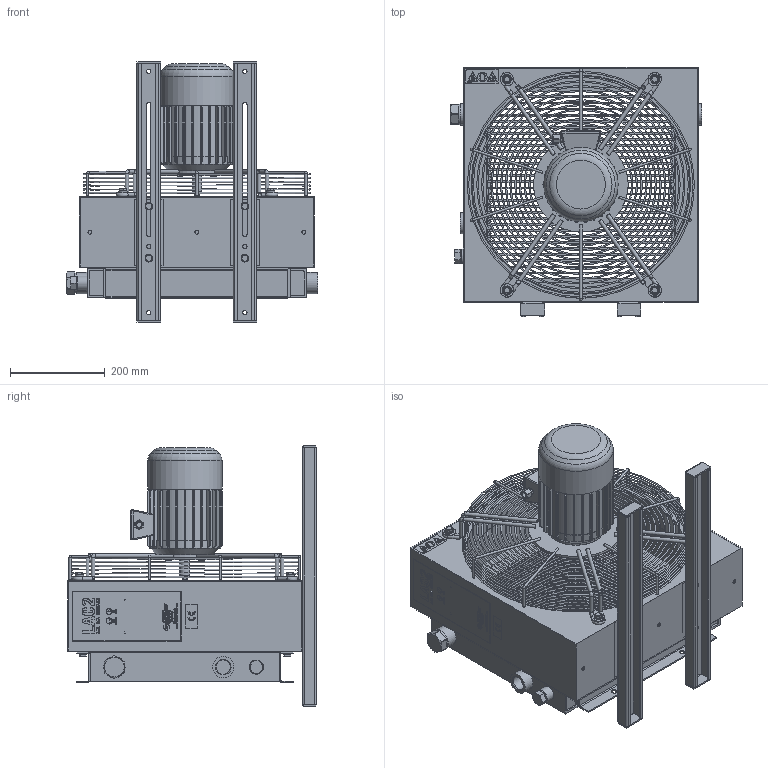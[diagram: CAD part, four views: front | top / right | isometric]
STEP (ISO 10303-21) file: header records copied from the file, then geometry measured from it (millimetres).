
FILE_DESCRIPTION((''),'2;1');
FILE_NAME('5836016002.stp','2008-12-01T11:28:35',('sfrny'),(''),'Autodesk Inventor 2008','Autodesk Inventor 2008','');
FILE_SCHEMA(('AUTOMOTIVE_DESIGN { 1 0 10303 214 1 1 1 1 }'));
Length unit declared in the file: millimetre
Products named in the file (1): Part1
Bounding box: 530.5 x 526 x 550 mm (x, y, z)
Volume: 5150533.3 mm3; surface area: 3922150.9 mm2
Topology: 43 solids, 47 shells, 4344 faces, 11190 edges, 6980 vertices
Faces by surface type: plane 2470, bspline 844, cylinder 694, sphere 165, cone 135, torus 36
Full cylindrical faces by diameter (mm): 0.6 x3, 0.938 x1, 1.4 x1, 1.6 x1, 2 x1, 4.2 x1, 5 x12, 5.2 x1, 6 x9, 6.4 x4, 6.5 x4, 7 x5, 8 x28, 8.4 x8, 8.88 x5, 9 x4, 9.8 x4, 11.63 x8, 11.667 x1, 12 x7, 13 x2, 14 x1, 16 x8, 18.631 x1, 19 x1, 20 x1, 21 x2, 22 x2, 28 x4, 28.5 x1
Entity records: 143633 total; most frequent: CARTESIAN_POINT 41034, ORIENTED_EDGE 21374, DIRECTION 17528, EDGE_CURVE 10687, VECTOR 7072, LINE 7072, VERTEX_POINT 6907, AXIS2_PLACEMENT_3D 5228
